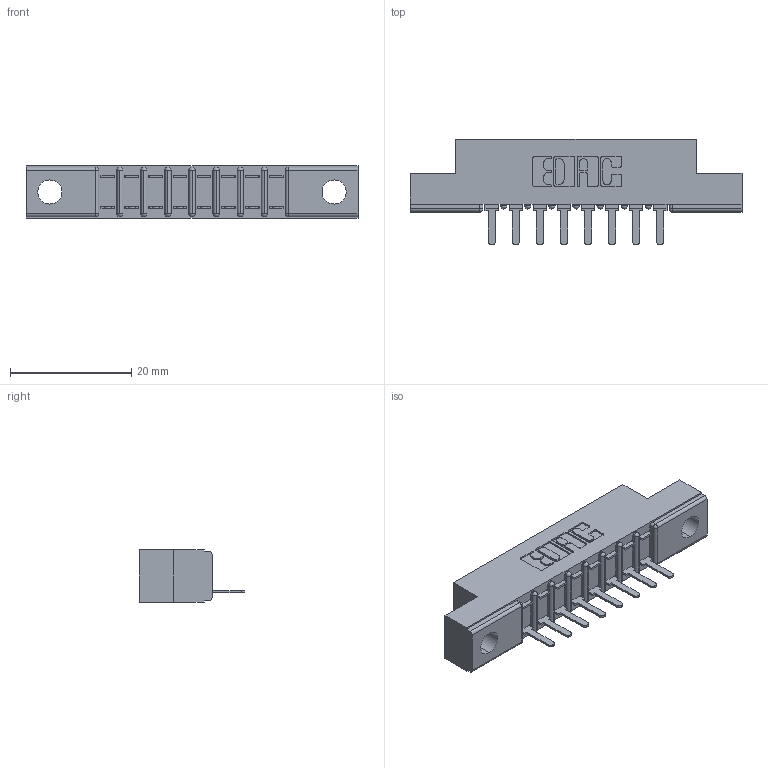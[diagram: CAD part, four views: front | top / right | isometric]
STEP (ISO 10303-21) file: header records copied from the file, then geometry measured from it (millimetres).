
FILE_DESCRIPTION (( 'STEP AP203' ), '1' );
FILE_NAME ('357-008-421-102.STEP', '2020-09-30T03:59:13', ( '' ), ( '' ), 'SwSTEP 2.0', 'SolidWorks 2020', '' );
FILE_SCHEMA (( 'CONFIG_CONTROL_DESIGN' ));
Length unit declared in the file: inch
Products named in the file (3): 307 Part_.128 Dia Mounting Holes; 307-290-002_521; 357-008-421-102
Assembly tree (9 placements, depth 2):
  357-008-421-102
    307 Part_.128 Dia Mounting Holes
    307-290-002_521  x8
Bounding box: 54.71 x 17.42 x 8.71 mm (x, y, z)
Volume: 3517.2 mm3; surface area: 5471.8 mm2
Topology: 9 solids, 9 shells, 719 faces, 2179 edges, 1426 vertices
Faces by surface type: plane 430, cylinder 271, sphere 18
Entity records: 11770 total; most frequent: CARTESIAN_POINT 1980, ORIENTED_EDGE 1970, DIRECTION 1939, EDGE_CURVE 985, VECTOR 737, LINE 737, VERTEX_POINT 642, AXIS2_PLACEMENT_3D 601
